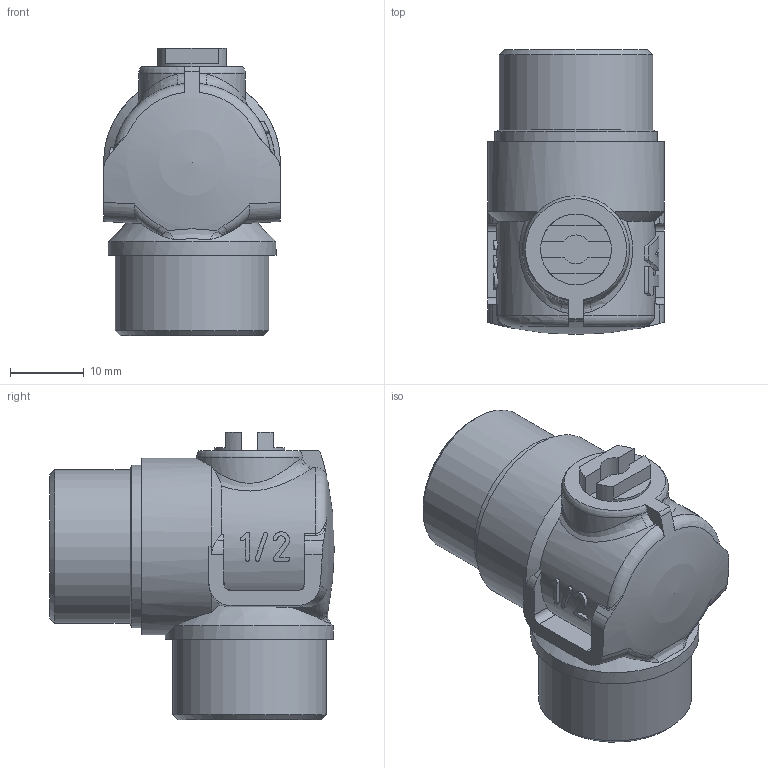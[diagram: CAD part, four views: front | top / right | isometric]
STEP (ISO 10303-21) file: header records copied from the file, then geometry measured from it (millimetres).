
FILE_DESCRIPTION( ( '3D-model' ), '1' );
FILE_NAME( '58407215.stp', '2011-12-06', ( 'Christofer Sundqvist' ), ( 'TA Hydronics AB' ), 'PSStep 11.0', ' ', ' ' );
FILE_SCHEMA( ( 'AUTOMOTIVE_DESIGN { 1 0 10303 214 1 1 1 1 }' ) );
Length unit declared in the file: millimetre
Products named in the file (1): 1
Bounding box: 24 x 38.6 x 39 mm (x, y, z)
Volume: 20004.3 mm3; surface area: 4950.6 mm2
Topology: 1 solids, 1 shells, 112 faces, 294 edges, 187 vertices
Faces by surface type: plane 34, cylinder 33, bspline 16, extrusion 11, cone 10, torus 7, sphere 1
Full cylindrical faces by diameter (mm): 20.8 x2, 22 x1, 22.8 x1, 24 x1
Entity records: 6945 total; most frequent: CARTESIAN_POINT 4442, ORIENTED_EDGE 548, DIRECTION 453, EDGE_CURVE 274, VERTEX_POINT 181, AXIS2_PLACEMENT_3D 176, EDGE_LOOP 129, FACE_OUTER_BOUND 117
